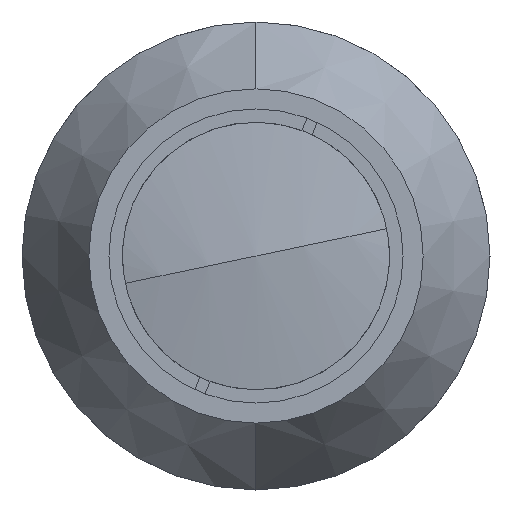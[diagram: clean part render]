
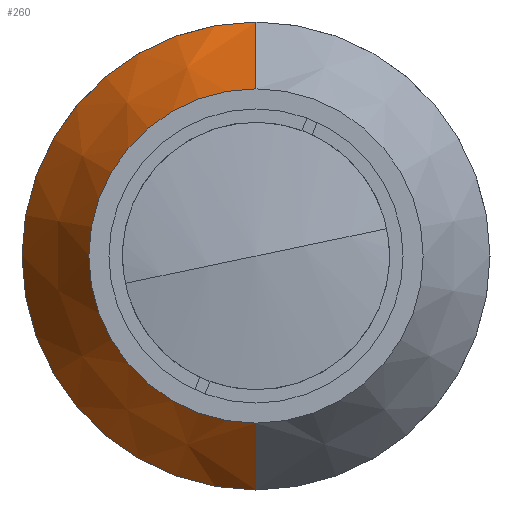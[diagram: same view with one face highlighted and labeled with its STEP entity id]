
A CAD part, left-side view. The second image highlights one B-rep face of the part: STEP entity #260.
In plain terms, the highlighted conical face has half-angle 30 degrees and reference radius 21 mm.
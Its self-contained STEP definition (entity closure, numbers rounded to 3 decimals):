
#26 = CIRCLE ( 'NONE', #636, 15. ) ;
#59 = DIRECTION ( 'NONE',  ( 0., 0., 1. ) ) ;
#260 = ADVANCED_FACE ( 'NONE', ( #2123 ), #1856, .T. ) ;
#309 = VERTEX_POINT ( 'NONE', #2586 ) ;
#373 = ORIENTED_EDGE ( 'NONE', *, *, #1790, .F. ) ;
#636 = AXIS2_PLACEMENT_3D ( 'NONE', #3074, #4533, #59 ) ;
#698 = CARTESIAN_POINT ( 'NONE',  ( 25.392, 0., -21. ) ) ;
#1000 = DIRECTION ( 'NONE',  ( 0.866, 0., -0.5 ) ) ;
#1099 = EDGE_LOOP ( 'NONE', ( #3811, #1233, #2245, #373 ) ) ;
#1184 = VERTEX_POINT ( 'NONE', #1421 ) ;
#1233 = ORIENTED_EDGE ( 'NONE', *, *, #3619, .T. ) ;
#1421 = CARTESIAN_POINT ( 'NONE',  ( 15., 0., -15. ) ) ;
#1454 = DIRECTION ( 'NONE',  ( 0., 0., -1. ) ) ;
#1595 = DIRECTION ( 'NONE',  ( 0., 0., 1. ) ) ;
#1658 = CIRCLE ( 'NONE', #2426, 21. ) ;
#1790 = EDGE_CURVE ( 'NONE', #1184, #3705, #3926, .T. ) ;
#1856 = CONICAL_SURFACE ( 'NONE', #4560, 21., 0.524 ) ;
#2003 = EDGE_CURVE ( 'NONE', #309, #1184, #26, .T. ) ;
#2013 = CARTESIAN_POINT ( 'NONE',  ( 25.392, 0., -21. ) ) ;
#2026 = VECTOR ( 'NONE', #1000, 1000. ) ;
#2123 = FACE_OUTER_BOUND ( 'NONE', #1099, .T. ) ;
#2215 = VERTEX_POINT ( 'NONE', #3683 ) ;
#2245 = ORIENTED_EDGE ( 'NONE', *, *, #2898, .T. ) ;
#2315 = CARTESIAN_POINT ( 'NONE',  ( 25.392, 0., 0. ) ) ;
#2426 = AXIS2_PLACEMENT_3D ( 'NONE', #2315, #4207, #1595 ) ;
#2586 = CARTESIAN_POINT ( 'NONE',  ( 15., 0., 15. ) ) ;
#2595 = VECTOR ( 'NONE', #4574, 1000. ) ;
#2898 = EDGE_CURVE ( 'NONE', #2215, #3705, #1658, .T. ) ;
#3074 = CARTESIAN_POINT ( 'NONE',  ( 15., 0., 0. ) ) ;
#3527 = LINE ( 'NONE', #4214, #2595 ) ;
#3600 = DIRECTION ( 'NONE',  ( 1., 0., 0. ) ) ;
#3619 = EDGE_CURVE ( 'NONE', #309, #2215, #3527, .T. ) ;
#3683 = CARTESIAN_POINT ( 'NONE',  ( 25.392, 0., 21. ) ) ;
#3705 = VERTEX_POINT ( 'NONE', #698 ) ;
#3811 = ORIENTED_EDGE ( 'NONE', *, *, #2003, .F. ) ;
#3926 = LINE ( 'NONE', #2013, #2026 ) ;
#4207 = DIRECTION ( 'NONE',  ( -1., 0., 0. ) ) ;
#4214 = CARTESIAN_POINT ( 'NONE',  ( 25.392, 0., 21. ) ) ;
#4353 = CARTESIAN_POINT ( 'NONE',  ( 25.392, 0., 0. ) ) ;
#4533 = DIRECTION ( 'NONE',  ( -1., 0., 0. ) ) ;
#4560 = AXIS2_PLACEMENT_3D ( 'NONE', #4353, #3600, #1454 ) ;
#4574 = DIRECTION ( 'NONE',  ( 0.866, 0., 0.5 ) ) ;
